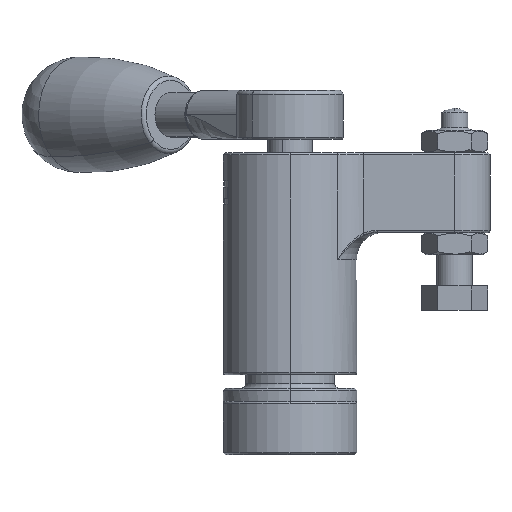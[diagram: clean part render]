
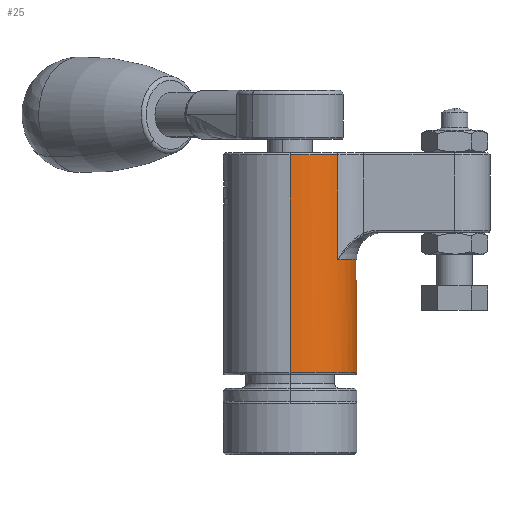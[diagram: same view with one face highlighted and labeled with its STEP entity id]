
A CAD part, front view. The second image highlights one B-rep face of the part: STEP entity #25.
In plain terms, the highlighted cylindrical face has radius 15 mm (diameter 30 mm), a partial arc.
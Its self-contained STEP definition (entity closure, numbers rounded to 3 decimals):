
#25 = ADVANCED_FACE ( 'NONE', ( #4180 ), #5093, .T. ) ;
#56 = CARTESIAN_POINT ( 'NONE',  ( 10.776, -10.435, 50. ) ) ;
#76 = EDGE_CURVE ( 'NONE', #3983, #5426, #4441, .T. ) ;
#213 = DIRECTION ( 'NONE',  ( 0., -1., 0. ) ) ;
#227 = CARTESIAN_POINT ( 'NONE',  ( 10.776, 10.435, 50. ) ) ;
#403 = CARTESIAN_POINT ( 'NONE',  ( 10.776, -10.435, 49.5 ) ) ;
#630 = CARTESIAN_POINT ( 'NONE',  ( 0., 0., 0.5 ) ) ;
#823 = EDGE_CURVE ( 'NONE', #6633, #6845, #4175, .T. ) ;
#1075 = EDGE_LOOP ( 'NONE', ( #2620, #8064, #4697, #1396, #5560, #8604, #5729, #6976 ) ) ;
#1079 = AXIS2_PLACEMENT_3D ( 'NONE', #5114, #7821, #1768 ) ;
#1396 = ORIENTED_EDGE ( 'NONE', *, *, #5456, .F. ) ;
#1409 = VECTOR ( 'NONE', #5561, 1000. ) ;
#1497 = DIRECTION ( 'NONE',  ( 0., 0., -1. ) ) ;
#1601 = DIRECTION ( 'NONE',  ( 0., 0., 1. ) ) ;
#1646 = EDGE_CURVE ( 'NONE', #6845, #8681, #7569, .T. ) ;
#1708 = DIRECTION ( 'NONE',  ( 0., 1., 0. ) ) ;
#1768 = DIRECTION ( 'NONE',  ( 0., -1., 0. ) ) ;
#1772 = AXIS2_PLACEMENT_3D ( 'NONE', #630, #3853, #5306 ) ;
#2303 = DIRECTION ( 'NONE',  ( 0., 0., -1. ) ) ;
#2383 = VERTEX_POINT ( 'NONE', #6114 ) ;
#2620 = ORIENTED_EDGE ( 'NONE', *, *, #5529, .F. ) ;
#2770 = DIRECTION ( 'NONE',  ( 0., 0., -1. ) ) ;
#2967 = DIRECTION ( 'NONE',  ( 0., 0., 1. ) ) ;
#3131 = CARTESIAN_POINT ( 'NONE',  ( 0., 0., 49.5 ) ) ;
#3377 = EDGE_CURVE ( 'NONE', #8673, #6633, #6915, .T. ) ;
#3458 = AXIS2_PLACEMENT_3D ( 'NONE', #4470, #1497, #1708 ) ;
#3846 = CARTESIAN_POINT ( 'NONE',  ( 0., 15., 0.5 ) ) ;
#3853 = DIRECTION ( 'NONE',  ( 0., 0., -1. ) ) ;
#3983 = VERTEX_POINT ( 'NONE', #3846 ) ;
#4073 = CARTESIAN_POINT ( 'NONE',  ( 0., -15., 0.5 ) ) ;
#4175 = CIRCLE ( 'NONE', #1079, 15. ) ;
#4180 = FACE_OUTER_BOUND ( 'NONE', #1075, .T. ) ;
#4218 = AXIS2_PLACEMENT_3D ( 'NONE', #7017, #1601, #213 ) ;
#4296 = EDGE_CURVE ( 'NONE', #8681, #2383, #5881, .T. ) ;
#4441 = CIRCLE ( 'NONE', #1772, 15. ) ;
#4470 = CARTESIAN_POINT ( 'NONE',  ( 0., 0., 50. ) ) ;
#4675 = EDGE_CURVE ( 'NONE', #5821, #5426, #7803, .T. ) ;
#4697 = ORIENTED_EDGE ( 'NONE', *, *, #76, .F. ) ;
#4701 = CARTESIAN_POINT ( 'NONE',  ( 10.776, 10.435, 26. ) ) ;
#5093 = CYLINDRICAL_SURFACE ( 'NONE', #3458, 15. ) ;
#5114 = CARTESIAN_POINT ( 'NONE',  ( 0., 0., 26. ) ) ;
#5121 = CARTESIAN_POINT ( 'NONE',  ( 10.776, 10.435, 49.5 ) ) ;
#5193 = VECTOR ( 'NONE', #2770, 1000. ) ;
#5306 = DIRECTION ( 'NONE',  ( 0., -1., 0. ) ) ;
#5426 = VERTEX_POINT ( 'NONE', #4073 ) ;
#5456 = EDGE_CURVE ( 'NONE', #2383, #3983, #8144, .T. ) ;
#5529 = EDGE_CURVE ( 'NONE', #5821, #8673, #7177, .T. ) ;
#5560 = ORIENTED_EDGE ( 'NONE', *, *, #4296, .F. ) ;
#5561 = DIRECTION ( 'NONE',  ( 0., 0., -1. ) ) ;
#5729 = ORIENTED_EDGE ( 'NONE', *, *, #823, .F. ) ;
#5821 = VERTEX_POINT ( 'NONE', #5908 ) ;
#5881 = CIRCLE ( 'NONE', #6325, 15. ) ;
#5908 = CARTESIAN_POINT ( 'NONE',  ( 0., -15., 49.5 ) ) ;
#6011 = VECTOR ( 'NONE', #8515, 1000. ) ;
#6114 = CARTESIAN_POINT ( 'NONE',  ( 0., 15., 49.5 ) ) ;
#6325 = AXIS2_PLACEMENT_3D ( 'NONE', #3131, #2967, #7002 ) ;
#6348 = CARTESIAN_POINT ( 'NONE',  ( 0., -15., 50. ) ) ;
#6633 = VERTEX_POINT ( 'NONE', #7181 ) ;
#6845 = VERTEX_POINT ( 'NONE', #4701 ) ;
#6915 = LINE ( 'NONE', #56, #5193 ) ;
#6976 = ORIENTED_EDGE ( 'NONE', *, *, #3377, .F. ) ;
#7002 = DIRECTION ( 'NONE',  ( 0., -1., 0. ) ) ;
#7017 = CARTESIAN_POINT ( 'NONE',  ( 0., 0., 49.5 ) ) ;
#7177 = CIRCLE ( 'NONE', #4218, 15. ) ;
#7181 = CARTESIAN_POINT ( 'NONE',  ( 10.776, -10.435, 26. ) ) ;
#7450 = VECTOR ( 'NONE', #2303, 1000. ) ;
#7473 = CARTESIAN_POINT ( 'NONE',  ( 0., 15., 50. ) ) ;
#7569 = LINE ( 'NONE', #227, #6011 ) ;
#7803 = LINE ( 'NONE', #6348, #7450 ) ;
#7821 = DIRECTION ( 'NONE',  ( 0., 0., 1. ) ) ;
#8064 = ORIENTED_EDGE ( 'NONE', *, *, #4675, .T. ) ;
#8144 = LINE ( 'NONE', #7473, #1409 ) ;
#8515 = DIRECTION ( 'NONE',  ( 0., 0., 1. ) ) ;
#8604 = ORIENTED_EDGE ( 'NONE', *, *, #1646, .F. ) ;
#8673 = VERTEX_POINT ( 'NONE', #403 ) ;
#8681 = VERTEX_POINT ( 'NONE', #5121 ) ;
